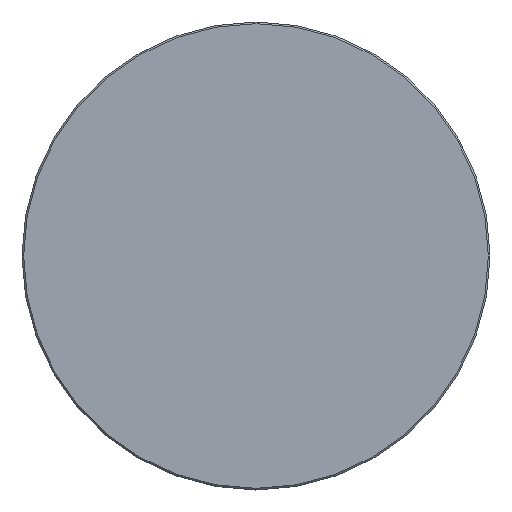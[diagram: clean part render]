
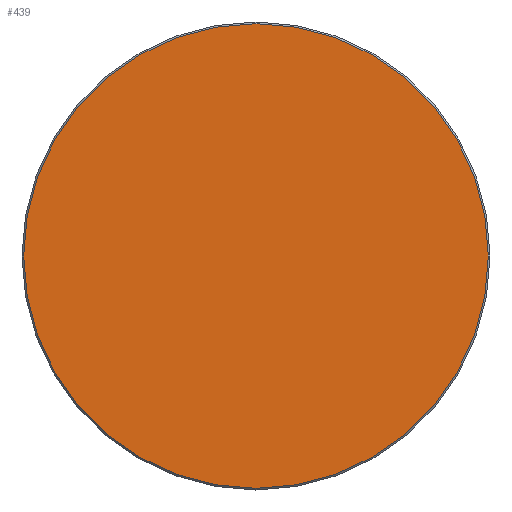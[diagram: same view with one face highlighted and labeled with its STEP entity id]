
A CAD part, left-side view. The second image highlights one B-rep face of the part: STEP entity #439.
In plain terms, the highlighted planar face has unit normal (-1, 0, 0).
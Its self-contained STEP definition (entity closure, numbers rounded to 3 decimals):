
#1 = EDGE_CURVE ( 'NONE', #404, #525, #789, .T. ) ;
#61 = EDGE_LOOP ( 'NONE', ( #387, #386 ) ) ;
#130 = CIRCLE ( 'NONE', #641, 41.7 ) ;
#166 = CARTESIAN_POINT ( 'NONE',  ( 0., 0., 0. ) ) ;
#169 = DIRECTION ( 'NONE',  ( -1., 0., 0. ) ) ;
#245 = DIRECTION ( 'NONE',  ( 1., 0., 0. ) ) ;
#333 = FACE_OUTER_BOUND ( 'NONE', #61, .T. ) ;
#338 = CARTESIAN_POINT ( 'NONE',  ( 0., 0., 0. ) ) ;
#380 = DIRECTION ( 'NONE',  ( 0., 0., -1. ) ) ;
#386 = ORIENTED_EDGE ( 'NONE', *, *, #1, .T. ) ;
#387 = ORIENTED_EDGE ( 'NONE', *, *, #568, .T. ) ;
#404 = VERTEX_POINT ( 'NONE', #869 ) ;
#439 = ADVANCED_FACE ( 'NONE', ( #333 ), #587, .F. ) ;
#498 = AXIS2_PLACEMENT_3D ( 'NONE', #166, #245, #380 ) ;
#525 = VERTEX_POINT ( 'NONE', #606 ) ;
#568 = EDGE_CURVE ( 'NONE', #525, #404, #130, .T. ) ;
#587 = PLANE ( 'NONE',  #498 ) ;
#589 = CARTESIAN_POINT ( 'NONE',  ( 0., 0., 0. ) ) ;
#596 = DIRECTION ( 'NONE',  ( 0., 0., 1. ) ) ;
#606 = CARTESIAN_POINT ( 'NONE',  ( 0., 0., -41.7 ) ) ;
#641 = AXIS2_PLACEMENT_3D ( 'NONE', #338, #815, #889 ) ;
#696 = AXIS2_PLACEMENT_3D ( 'NONE', #589, #169, #596 ) ;
#789 = CIRCLE ( 'NONE', #696, 41.7 ) ;
#815 = DIRECTION ( 'NONE',  ( -1., 0., 0. ) ) ;
#869 = CARTESIAN_POINT ( 'NONE',  ( 0., 0., 41.7 ) ) ;
#889 = DIRECTION ( 'NONE',  ( 0., 0., 1. ) ) ;
